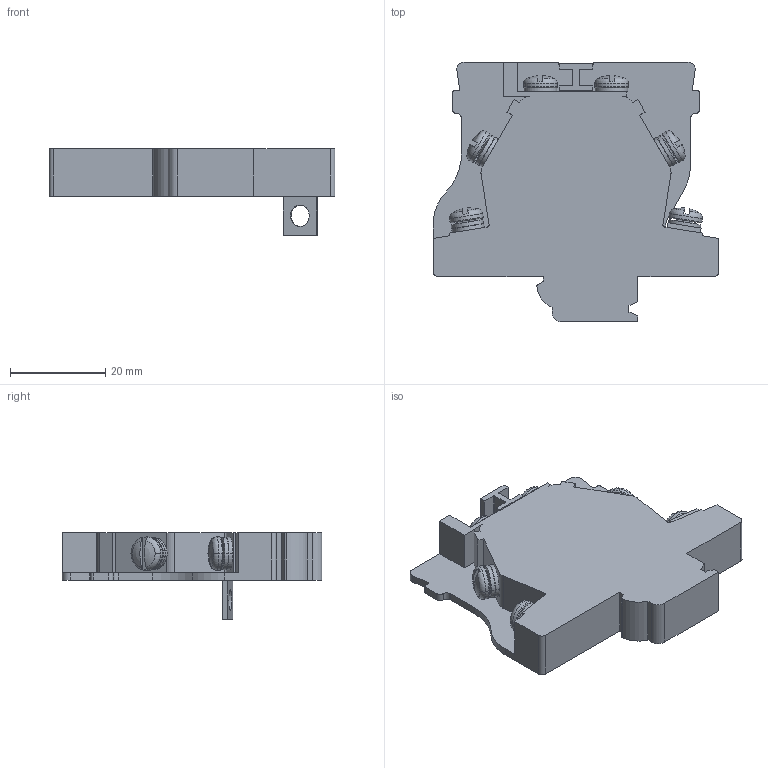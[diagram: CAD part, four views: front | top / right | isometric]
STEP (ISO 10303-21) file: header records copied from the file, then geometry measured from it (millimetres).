
FILE_DESCRIPTION((''),'2;1');
FILE_NAME('JF5-2_5S3L_ASM','2023-11-08T',('dell'),(''),'PRO/ENGINEER BY PARAMETRIC TECHNOLOGY CORPORATION, 2013230','PRO/ENGINEER BY PARAMETRIC TECHNOLOGY CORPORATION, 2013230','');
FILE_SCHEMA(('AUTOMOTIVE_DESIGN { 1 0 10303 214 1 1 1 1 }'));
Length unit declared in the file: millimetre
Products named in the file (1): JF5-2_5S3L_ASM
Bounding box: 60 x 54.5 x 18.2 mm (x, y, z)
Volume: 19827.9 mm3; surface area: 8823.2 mm2
Topology: 8 solids, 9 shells, 255 faces, 655 edges, 427 vertices
Faces by surface type: plane 126, cylinder 59, torus 40, sphere 16, revolution 6, extrusion 4, bspline 4
Entity records: 8340 total; most frequent: CARTESIAN_POINT 1894, DIRECTION 1396, ORIENTED_EDGE 1310, EDGE_CURVE 655, AXIS2_PLACEMENT_3D 533, VERTEX_POINT 427, VECTOR 324, LINE 320
